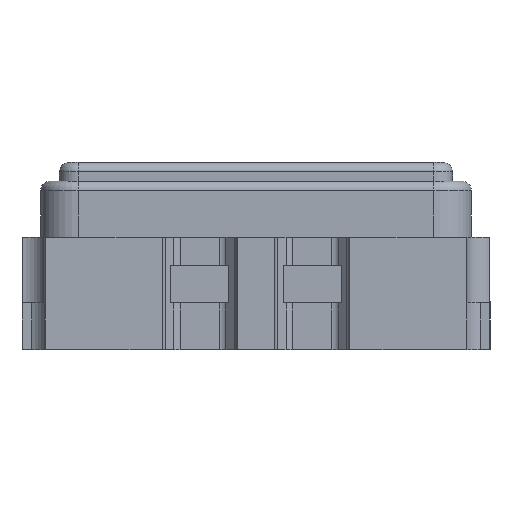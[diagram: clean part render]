
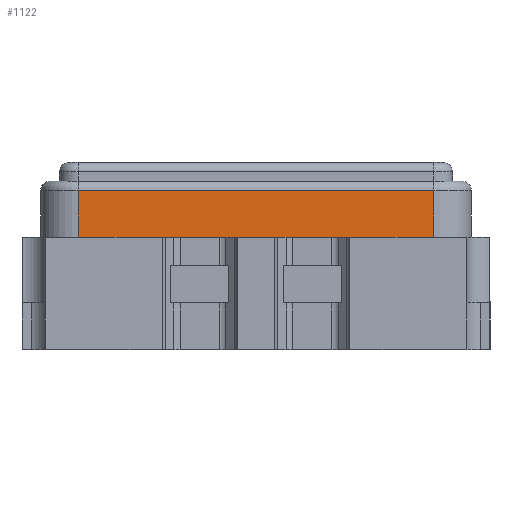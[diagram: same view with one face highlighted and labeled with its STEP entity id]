
A CAD part, left-side view. The second image highlights one B-rep face of the part: STEP entity #1122.
In plain terms, the highlighted planar face has unit normal (-1, 0, 0).
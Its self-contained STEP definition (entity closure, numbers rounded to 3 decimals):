
#175 = VERTEX_POINT ( 'NONE', #10260 ) ;
#692 = DIRECTION ( 'NONE',  ( 0., -1., 0. ) ) ;
#730 = ORIENTED_EDGE ( 'NONE', *, *, #11478, .T. ) ;
#991 = CARTESIAN_POINT ( 'NONE',  ( -1.5, -0.95, -0.4 ) ) ;
#1122 = ADVANCED_FACE ( 'NONE', ( #8156 ), #17030, .T. ) ;
#1639 = LINE ( 'NONE', #10973, #22810 ) ;
#1778 = CARTESIAN_POINT ( 'NONE',  ( -1.5, 1.15, -0.4 ) ) ;
#1950 = AXIS2_PLACEMENT_3D ( 'NONE', #22832, #6154, #10046 ) ;
#2680 = CARTESIAN_POINT ( 'NONE',  ( -1.5, -0.196, -0.4 ) ) ;
#2794 = LINE ( 'NONE', #10353, #9193 ) ;
#2993 = LINE ( 'NONE', #991, #5058 ) ;
#3358 = VECTOR ( 'NONE', #692, 1000. ) ;
#3730 = CARTESIAN_POINT ( 'NONE',  ( -1.5, 0.95, -0.4 ) ) ;
#4360 = CARTESIAN_POINT ( 'NONE',  ( -1.5, 0.95, -0.15 ) ) ;
#5058 = VECTOR ( 'NONE', #15517, 1000. ) ;
#5440 = LINE ( 'NONE', #1778, #9363 ) ;
#5466 = VERTEX_POINT ( 'NONE', #18625 ) ;
#5723 = DIRECTION ( 'NONE',  ( 0., 0., -1. ) ) ;
#6154 = DIRECTION ( 'NONE',  ( -1., 0., 0. ) ) ;
#7165 = CARTESIAN_POINT ( 'NONE',  ( -1.5, -0.95, -0.15 ) ) ;
#7811 = ORIENTED_EDGE ( 'NONE', *, *, #8302, .T. ) ;
#8156 = FACE_OUTER_BOUND ( 'NONE', #9822, .T. ) ;
#8302 = EDGE_CURVE ( 'NONE', #22329, #175, #1639, .T. ) ;
#9114 = VECTOR ( 'NONE', #9712, 1000. ) ;
#9193 = VECTOR ( 'NONE', #17338, 1000. ) ;
#9363 = VECTOR ( 'NONE', #12754, 1000. ) ;
#9410 = EDGE_CURVE ( 'NONE', #22012, #16873, #21717, .T. ) ;
#9712 = DIRECTION ( 'NONE',  ( 0., -1., 0. ) ) ;
#9822 = EDGE_LOOP ( 'NONE', ( #730, #7811, #11827, #15584, #20835, #20851, #22307, #21813 ) ) ;
#10046 = DIRECTION ( 'NONE',  ( 0., 0., 1. ) ) ;
#10260 = CARTESIAN_POINT ( 'NONE',  ( -1.5, 0.196, -0.4 ) ) ;
#10353 = CARTESIAN_POINT ( 'NONE',  ( -1.5, 1.15, -0.15 ) ) ;
#10973 = CARTESIAN_POINT ( 'NONE',  ( -1.5, 0.404, -0.4 ) ) ;
#11314 = EDGE_CURVE ( 'NONE', #175, #5466, #15853, .T. ) ;
#11478 = EDGE_CURVE ( 'NONE', #16873, #22329, #5440, .T. ) ;
#11827 = ORIENTED_EDGE ( 'NONE', *, *, #11314, .T. ) ;
#12754 = DIRECTION ( 'NONE',  ( 0., -1., 0. ) ) ;
#14344 = CARTESIAN_POINT ( 'NONE',  ( -1.5, -0.95, -0.4 ) ) ;
#15517 = DIRECTION ( 'NONE',  ( 0., 0., 1. ) ) ;
#15584 = ORIENTED_EDGE ( 'NONE', *, *, #16038, .T. ) ;
#15853 = LINE ( 'NONE', #15965, #17273 ) ;
#15965 = CARTESIAN_POINT ( 'NONE',  ( -1.5, 1.15, -0.4 ) ) ;
#16038 = EDGE_CURVE ( 'NONE', #5466, #20950, #22200, .T. ) ;
#16873 = VERTEX_POINT ( 'NONE', #16992 ) ;
#16992 = CARTESIAN_POINT ( 'NONE',  ( -1.5, 0.95, -0.4 ) ) ;
#17030 = PLANE ( 'NONE',  #1950 ) ;
#17035 = CARTESIAN_POINT ( 'NONE',  ( -1.5, 1.15, -0.4 ) ) ;
#17202 = VERTEX_POINT ( 'NONE', #7165 ) ;
#17273 = VECTOR ( 'NONE', #22969, 1000. ) ;
#17338 = DIRECTION ( 'NONE',  ( 0., 1., 0. ) ) ;
#18582 = EDGE_CURVE ( 'NONE', #22694, #17202, #2993, .T. ) ;
#18625 = CARTESIAN_POINT ( 'NONE',  ( -1.5, -0.196, -0.4 ) ) ;
#19068 = LINE ( 'NONE', #17035, #9114 ) ;
#19354 = CARTESIAN_POINT ( 'NONE',  ( -1.5, -0.404, -0.4 ) ) ;
#19519 = DIRECTION ( 'NONE',  ( 0., -1., 0. ) ) ;
#19942 = CARTESIAN_POINT ( 'NONE',  ( -1.5, 0.404, -0.4 ) ) ;
#20659 = VECTOR ( 'NONE', #5723, 1000. ) ;
#20835 = ORIENTED_EDGE ( 'NONE', *, *, #23156, .T. ) ;
#20851 = ORIENTED_EDGE ( 'NONE', *, *, #18582, .T. ) ;
#20895 = EDGE_CURVE ( 'NONE', #17202, #22012, #2794, .T. ) ;
#20950 = VERTEX_POINT ( 'NONE', #19354 ) ;
#21717 = LINE ( 'NONE', #3730, #20659 ) ;
#21813 = ORIENTED_EDGE ( 'NONE', *, *, #9410, .T. ) ;
#22012 = VERTEX_POINT ( 'NONE', #4360 ) ;
#22200 = LINE ( 'NONE', #2680, #3358 ) ;
#22307 = ORIENTED_EDGE ( 'NONE', *, *, #20895, .T. ) ;
#22329 = VERTEX_POINT ( 'NONE', #19942 ) ;
#22694 = VERTEX_POINT ( 'NONE', #14344 ) ;
#22810 = VECTOR ( 'NONE', #19519, 1000. ) ;
#22832 = CARTESIAN_POINT ( 'NONE',  ( -1.5, 1.15, -0.4 ) ) ;
#22969 = DIRECTION ( 'NONE',  ( 0., -1., 0. ) ) ;
#23156 = EDGE_CURVE ( 'NONE', #20950, #22694, #19068, .T. ) ;
